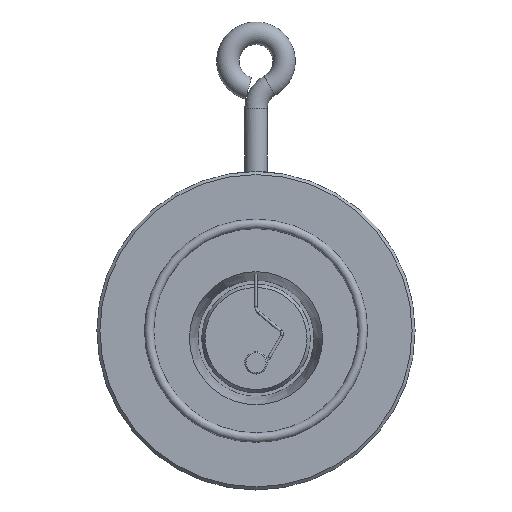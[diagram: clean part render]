
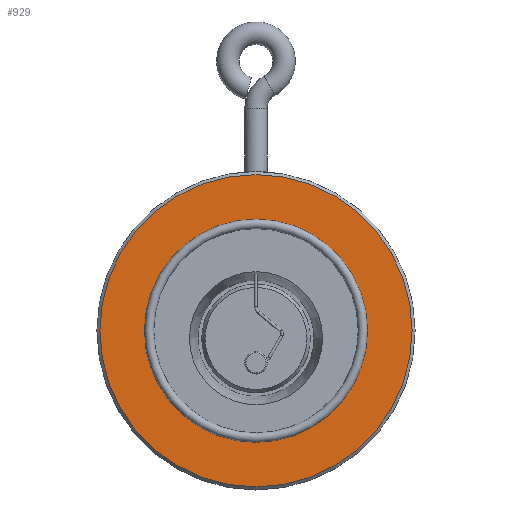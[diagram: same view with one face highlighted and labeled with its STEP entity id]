
A CAD part, top view. The second image highlights one B-rep face of the part: STEP entity #929.
In plain terms, the highlighted planar face has unit normal (0, 0, 1).
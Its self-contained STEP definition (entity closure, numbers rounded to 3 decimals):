
#41 = VERTEX_POINT ( 'NONE', #655 ) ;
#258 = AXIS2_PLACEMENT_3D ( 'NONE', #485, #516, #849 ) ;
#261 = EDGE_CURVE ( 'NONE', #715, #715, #648, .T. ) ;
#276 = CARTESIAN_POINT ( 'NONE',  ( 0., 29.8, 0. ) ) ;
#277 = EDGE_CURVE ( 'NONE', #41, #41, #971, .T. ) ;
#292 = DIRECTION ( 'NONE',  ( 0., 0., -1. ) ) ;
#401 = FACE_BOUND ( 'NONE', #853, .T. ) ;
#419 = FACE_OUTER_BOUND ( 'NONE', #627, .T. ) ;
#479 = AXIS2_PLACEMENT_3D ( 'NONE', #795, #571, #748 ) ;
#485 = CARTESIAN_POINT ( 'NONE',  ( 0., 0., 0. ) ) ;
#512 = DIRECTION ( 'NONE',  ( -1., 0., 0. ) ) ;
#516 = DIRECTION ( 'NONE',  ( 0., 0., 1. ) ) ;
#542 = CARTESIAN_POINT ( 'NONE',  ( 29.8, 0., 0. ) ) ;
#571 = DIRECTION ( 'NONE',  ( 0., 0., 1. ) ) ;
#627 = EDGE_LOOP ( 'NONE', ( #704 ) ) ;
#648 = CIRCLE ( 'NONE', #479, 29.8 ) ;
#655 = CARTESIAN_POINT ( 'NONE',  ( 41.7, 0., 0. ) ) ;
#688 = ORIENTED_EDGE ( 'NONE', *, *, #261, .F. ) ;
#704 = ORIENTED_EDGE ( 'NONE', *, *, #277, .T. ) ;
#711 = PLANE ( 'NONE',  #729 ) ;
#715 = VERTEX_POINT ( 'NONE', #542 ) ;
#729 = AXIS2_PLACEMENT_3D ( 'NONE', #276, #292, #512 ) ;
#748 = DIRECTION ( 'NONE',  ( 1., 0., 0. ) ) ;
#795 = CARTESIAN_POINT ( 'NONE',  ( 0., 0., 0. ) ) ;
#849 = DIRECTION ( 'NONE',  ( 1., 0., 0. ) ) ;
#853 = EDGE_LOOP ( 'NONE', ( #688 ) ) ;
#929 = ADVANCED_FACE ( 'NONE', ( #401, #419 ), #711, .F. ) ;
#971 = CIRCLE ( 'NONE', #258, 41.7 ) ;
